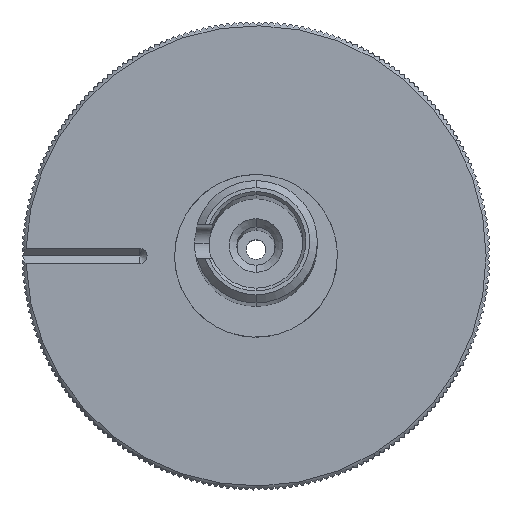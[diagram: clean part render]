
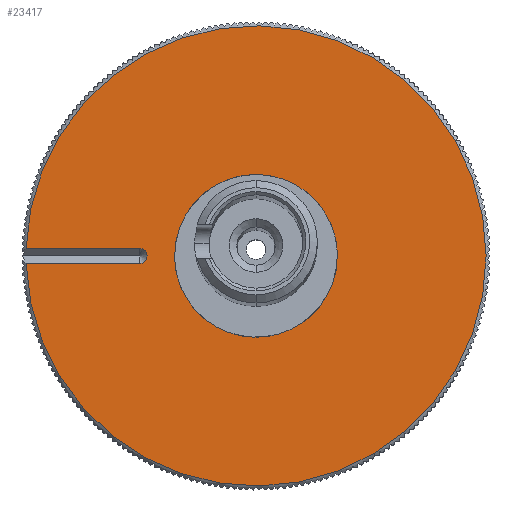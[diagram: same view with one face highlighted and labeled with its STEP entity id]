
A CAD part, top view. The second image highlights one B-rep face of the part: STEP entity #23417.
In plain terms, the highlighted planar face has unit normal (0, 0, 1).
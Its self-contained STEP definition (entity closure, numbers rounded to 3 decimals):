
#9 = VERTEX_POINT ( 'NONE', #14027 ) ;
#1652 = DIRECTION ( 'NONE',  ( -1., 0., 0. ) ) ;
#1990 = VERTEX_POINT ( 'NONE', #17003 ) ;
#2227 = CARTESIAN_POINT ( 'NONE',  ( -15.172, -15.18, 6.5 ) ) ;
#2384 = DIRECTION ( 'NONE',  ( 0., 0., -1. ) ) ;
#2429 = DIRECTION ( 'NONE',  ( -1., 0., 0. ) ) ;
#3328 = DIRECTION ( 'NONE',  ( 0., -1., 0. ) ) ;
#4342 = CARTESIAN_POINT ( 'NONE',  ( 5.3, 0., 6.5 ) ) ;
#4425 = EDGE_CURVE ( 'NONE', #21195, #9, #8388, .T. ) ;
#5296 = DIRECTION ( 'NONE',  ( -1., 0., 0. ) ) ;
#6319 = EDGE_CURVE ( 'NONE', #13048, #24784, #10796, .T. ) ;
#6477 = EDGE_CURVE ( 'NONE', #1990, #21195, #22858, .T. ) ;
#6488 = CARTESIAN_POINT ( 'NONE',  ( -14.992, -0.5, 6.5 ) ) ;
#6646 = DIRECTION ( 'NONE',  ( 1., 0., 0. ) ) ;
#7297 = DIRECTION ( 'NONE',  ( 0., 0., 1. ) ) ;
#8388 = CIRCLE ( 'NONE', #22382, 15. ) ;
#8666 = AXIS2_PLACEMENT_3D ( 'NONE', #10120, #15691, #1652 ) ;
#9145 = EDGE_LOOP ( 'NONE', ( #17849, #26192, #24011, #24893 ) ) ;
#10120 = CARTESIAN_POINT ( 'NONE',  ( 0., 0., 6.5 ) ) ;
#10461 = AXIS2_PLACEMENT_3D ( 'NONE', #2227, #16369, #24760 ) ;
#10641 = CARTESIAN_POINT ( 'NONE',  ( 0.004, 0.5, 6.5 ) ) ;
#10796 = CIRCLE ( 'NONE', #8666, 5.3 ) ;
#10872 = VERTEX_POINT ( 'NONE', #17514 ) ;
#11275 = DIRECTION ( 'NONE',  ( 0., 0., -1. ) ) ;
#11791 = CARTESIAN_POINT ( 'NONE',  ( -7.6, 0., 6.5 ) ) ;
#12374 = CARTESIAN_POINT ( 'NONE',  ( 0.004, -0.5, 6.5 ) ) ;
#13048 = VERTEX_POINT ( 'NONE', #4342 ) ;
#13220 = CARTESIAN_POINT ( 'NONE',  ( -5.3, 0., 6.5 ) ) ;
#13872 = FACE_BOUND ( 'NONE', #17930, .T. ) ;
#13989 = EDGE_CURVE ( 'NONE', #9, #10872, #22570, .T. ) ;
#14027 = CARTESIAN_POINT ( 'NONE',  ( -14.992, 0.5, 6.5 ) ) ;
#14709 = CARTESIAN_POINT ( 'NONE',  ( 0., 0., 6.5 ) ) ;
#15691 = DIRECTION ( 'NONE',  ( 0., 0., -1. ) ) ;
#16301 = EDGE_CURVE ( 'NONE', #24784, #13048, #22802, .T. ) ;
#16369 = DIRECTION ( 'NONE',  ( 0., 0., 1. ) ) ;
#17003 = CARTESIAN_POINT ( 'NONE',  ( -7.6, -0.5, 6.5 ) ) ;
#17514 = CARTESIAN_POINT ( 'NONE',  ( -7.6, 0.5, 6.5 ) ) ;
#17849 = ORIENTED_EDGE ( 'NONE', *, *, #6477, .T. ) ;
#17930 = EDGE_LOOP ( 'NONE', ( #25098, #24155 ) ) ;
#18403 = DIRECTION ( 'NONE',  ( -1., 0., 0. ) ) ;
#19000 = VECTOR ( 'NONE', #6646, 1000. ) ;
#19869 = EDGE_CURVE ( 'NONE', #10872, #1990, #24852, .T. ) ;
#20601 = AXIS2_PLACEMENT_3D ( 'NONE', #11791, #11275, #3328 ) ;
#21195 = VERTEX_POINT ( 'NONE', #6488 ) ;
#21466 = CARTESIAN_POINT ( 'NONE',  ( 0., 0., 6.5 ) ) ;
#22382 = AXIS2_PLACEMENT_3D ( 'NONE', #21466, #7297, #5296 ) ;
#22512 = FACE_OUTER_BOUND ( 'NONE', #9145, .T. ) ;
#22570 = LINE ( 'NONE', #10641, #19000 ) ;
#22662 = VECTOR ( 'NONE', #2429, 1000. ) ;
#22769 = PLANE ( 'NONE',  #10461 ) ;
#22802 = CIRCLE ( 'NONE', #25336, 5.3 ) ;
#22858 = LINE ( 'NONE', #12374, #22662 ) ;
#23417 = ADVANCED_FACE ( 'NONE', ( #13872, #22512 ), #22769, .T. ) ;
#24011 = ORIENTED_EDGE ( 'NONE', *, *, #13989, .T. ) ;
#24155 = ORIENTED_EDGE ( 'NONE', *, *, #6319, .T. ) ;
#24760 = DIRECTION ( 'NONE',  ( 1., 0., 0. ) ) ;
#24784 = VERTEX_POINT ( 'NONE', #13220 ) ;
#24852 = CIRCLE ( 'NONE', #20601, 0.5 ) ;
#24893 = ORIENTED_EDGE ( 'NONE', *, *, #19869, .T. ) ;
#25098 = ORIENTED_EDGE ( 'NONE', *, *, #16301, .T. ) ;
#25336 = AXIS2_PLACEMENT_3D ( 'NONE', #14709, #2384, #18403 ) ;
#26192 = ORIENTED_EDGE ( 'NONE', *, *, #4425, .T. ) ;
